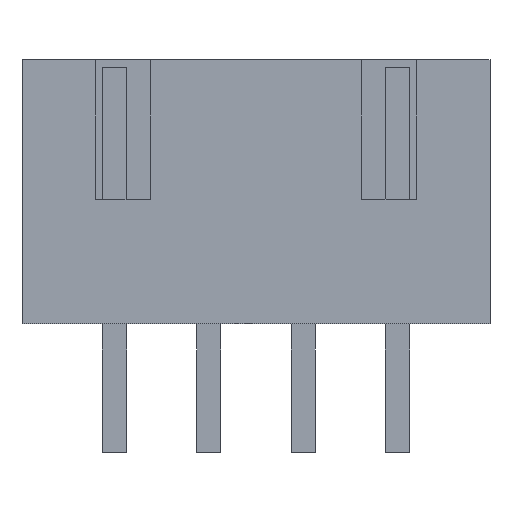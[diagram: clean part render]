
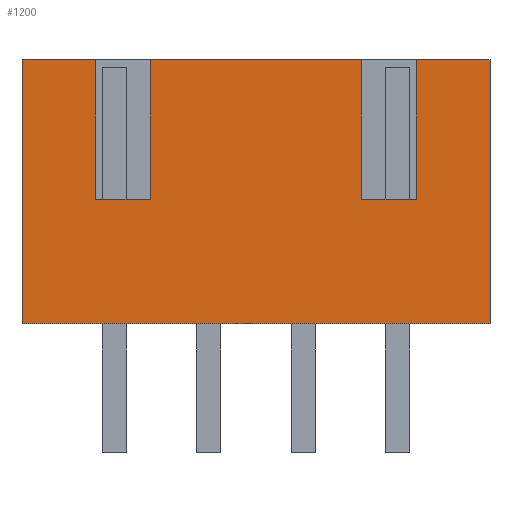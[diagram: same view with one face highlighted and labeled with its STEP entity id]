
A CAD part, front view. The second image highlights one B-rep face of the part: STEP entity #1200.
In plain terms, the highlighted face is planar.
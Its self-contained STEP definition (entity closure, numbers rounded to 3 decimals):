
#41=FACE_OUTER_BOUND('',#109,.T.);
#109=EDGE_LOOP('',(#836,#837,#838,#839,#840,#841,#842,#843,#844,#845,#846,
#847));
#176=LINE('',#1658,#338);
#208=LINE('',#1723,#370);
#216=LINE('',#1740,#378);
#217=LINE('',#1742,#379);
#218=LINE('',#1744,#380);
#219=LINE('',#1746,#381);
#220=LINE('',#1748,#382);
#221=LINE('',#1750,#383);
#222=LINE('',#1752,#384);
#223=LINE('',#1754,#385);
#224=LINE('',#1755,#386);
#225=LINE('',#1756,#387);
#338=VECTOR('',#1357,1000.);
#370=VECTOR('',#1407,1000.);
#378=VECTOR('',#1419,1000.);
#379=VECTOR('',#1420,1000.);
#380=VECTOR('',#1421,1000.);
#381=VECTOR('',#1422,1000.);
#382=VECTOR('',#1423,1000.);
#383=VECTOR('',#1424,1000.);
#384=VECTOR('',#1425,1000.);
#385=VECTOR('',#1426,1000.);
#386=VECTOR('',#1427,1000.);
#387=VECTOR('',#1428,1000.);
#494=VERTEX_POINT('',#1651);
#497=VERTEX_POINT('',#1656);
#521=VERTEX_POINT('',#1722);
#527=VERTEX_POINT('',#1738);
#528=VERTEX_POINT('',#1739);
#529=VERTEX_POINT('',#1741);
#530=VERTEX_POINT('',#1743);
#531=VERTEX_POINT('',#1745);
#532=VERTEX_POINT('',#1747);
#533=VERTEX_POINT('',#1749);
#534=VERTEX_POINT('',#1751);
#535=VERTEX_POINT('',#1753);
#608=EDGE_CURVE('',#497,#494,#176,.T.);
#640=EDGE_CURVE('',#521,#494,#208,.T.);
#648=EDGE_CURVE('',#527,#528,#216,.T.);
#649=EDGE_CURVE('',#529,#528,#217,.T.);
#650=EDGE_CURVE('',#530,#529,#218,.T.);
#651=EDGE_CURVE('',#531,#530,#219,.T.);
#652=EDGE_CURVE('',#531,#532,#220,.T.);
#653=EDGE_CURVE('',#533,#532,#221,.T.);
#654=EDGE_CURVE('',#534,#533,#222,.T.);
#655=EDGE_CURVE('',#535,#534,#223,.T.);
#656=EDGE_CURVE('',#535,#521,#224,.T.);
#657=EDGE_CURVE('',#527,#497,#225,.T.);
#836=ORIENTED_EDGE('',*,*,#648,.T.);
#837=ORIENTED_EDGE('',*,*,#649,.F.);
#838=ORIENTED_EDGE('',*,*,#650,.F.);
#839=ORIENTED_EDGE('',*,*,#651,.F.);
#840=ORIENTED_EDGE('',*,*,#652,.T.);
#841=ORIENTED_EDGE('',*,*,#653,.F.);
#842=ORIENTED_EDGE('',*,*,#654,.F.);
#843=ORIENTED_EDGE('',*,*,#655,.F.);
#844=ORIENTED_EDGE('',*,*,#656,.T.);
#845=ORIENTED_EDGE('',*,*,#640,.T.);
#846=ORIENTED_EDGE('',*,*,#608,.F.);
#847=ORIENTED_EDGE('',*,*,#657,.F.);
#1095=PLANE('',#1279);
#1200=ADVANCED_FACE('',(#41),#1095,.F.);
#1279=AXIS2_PLACEMENT_3D('',#1737,#1417,#1418);
#1357=DIRECTION('',(-1.,0.,0.));
#1407=DIRECTION('',(0.,-1.,0.));
#1417=DIRECTION('center_axis',(0.,0.,-1.));
#1418=DIRECTION('ref_axis',(-1.,0.,0.));
#1419=DIRECTION('',(-1.,0.,0.));
#1420=DIRECTION('',(0.,1.,0.));
#1421=DIRECTION('',(1.,0.,0.));
#1422=DIRECTION('',(0.,-1.,0.));
#1423=DIRECTION('',(-1.,0.,0.));
#1424=DIRECTION('',(0.,1.,0.));
#1425=DIRECTION('',(1.,0.,0.));
#1426=DIRECTION('',(0.,-1.,0.));
#1427=DIRECTION('',(-1.,0.,0.));
#1428=DIRECTION('',(0.,-1.,0.));
#1651=CARTESIAN_POINT('',(-6.2,0.,2.875));
#1656=CARTESIAN_POINT('',(6.2,0.,2.875));
#1658=CARTESIAN_POINT('',(6.2,0.,2.875));
#1722=CARTESIAN_POINT('',(-6.2,7.,2.875));
#1723=CARTESIAN_POINT('',(-6.2,0.,2.875));
#1737=CARTESIAN_POINT('Origin',(6.2,0.,2.875));
#1738=CARTESIAN_POINT('',(6.2,7.,2.875));
#1739=CARTESIAN_POINT('',(4.25,7.,2.875));
#1740=CARTESIAN_POINT('',(6.2,7.,2.875));
#1741=CARTESIAN_POINT('',(4.25,3.3,2.875));
#1742=CARTESIAN_POINT('',(4.25,7.,2.875));
#1743=CARTESIAN_POINT('',(2.8,3.3,2.875));
#1744=CARTESIAN_POINT('',(4.25,3.3,2.875));
#1745=CARTESIAN_POINT('',(2.8,7.,2.875));
#1746=CARTESIAN_POINT('',(2.8,7.,2.875));
#1747=CARTESIAN_POINT('',(-2.8,7.,2.875));
#1748=CARTESIAN_POINT('',(6.2,7.,2.875));
#1749=CARTESIAN_POINT('',(-2.8,3.3,2.875));
#1750=CARTESIAN_POINT('',(-2.8,7.,2.875));
#1751=CARTESIAN_POINT('',(-4.25,3.3,2.875));
#1752=CARTESIAN_POINT('',(-4.25,3.3,2.875));
#1753=CARTESIAN_POINT('',(-4.25,7.,2.875));
#1754=CARTESIAN_POINT('',(-4.25,7.,2.875));
#1755=CARTESIAN_POINT('',(6.2,7.,2.875));
#1756=CARTESIAN_POINT('',(6.2,0.,2.875));
